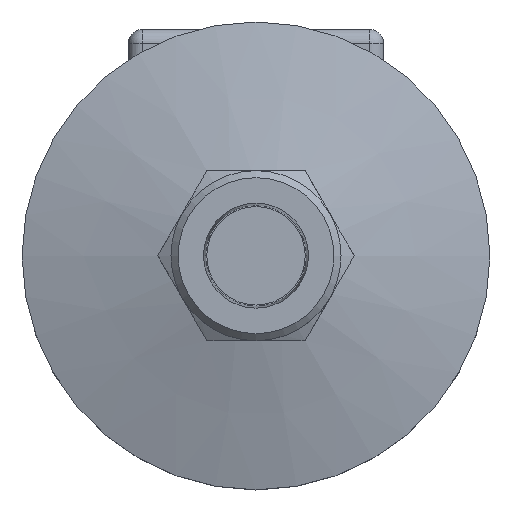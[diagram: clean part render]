
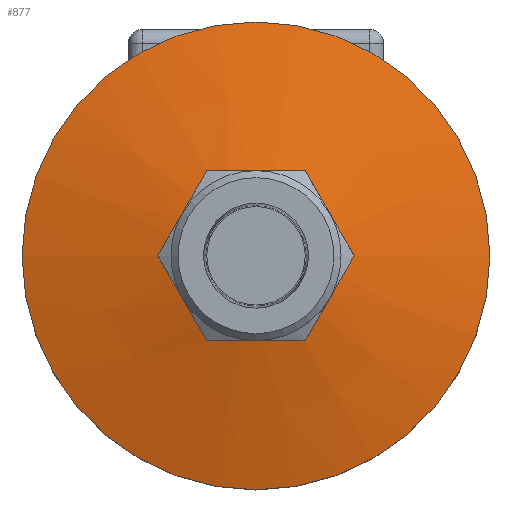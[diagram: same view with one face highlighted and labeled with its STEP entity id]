
A CAD part, top view. The second image highlights one B-rep face of the part: STEP entity #877.
In plain terms, the highlighted conical face has half-angle 75 degrees and reference radius 16.5 mm.
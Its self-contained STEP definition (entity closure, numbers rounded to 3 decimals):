
#640=CARTESIAN_POINT('',(6.928,-12.0,8.23));
#641=VERTEX_POINT('',#640);
#648=CARTESIAN_POINT('',(13.856,0.,8.23));
#649=VERTEX_POINT('',#648);
#650=CARTESIAN_POINT('',(13.856,0.,8.23));
#651=CARTESIAN_POINT('',(10.392,-6.,9.158));
#652=CARTESIAN_POINT('',(6.928,-12.0,8.23));
#660=(BOUNDED_CURVE()B_SPLINE_CURVE(2,(#650,#651,#652),.UNSPECIFIED.,.F.,.U.)B_SPLINE_CURVE_WITH_KNOTS((3,3),(1.899,4.351),.UNSPECIFIED.)CURVE()GEOMETRIC_REPRESENTATION_ITEM()RATIONAL_B_SPLINE_CURVE((1.74,2.01,1.74))REPRESENTATION_ITEM(''));
#661=EDGE_CURVE('',#649,#641,#660,.T.);
#679=CARTESIAN_POINT('',(-6.928,-12.0,8.23));
#680=VERTEX_POINT('',#679);
#687=CARTESIAN_POINT('',(6.928,-12.0,8.23));
#688=CARTESIAN_POINT('',(0.,-12.0,9.158));
#689=CARTESIAN_POINT('',(-6.928,-12.0,8.23));
#697=(BOUNDED_CURVE()B_SPLINE_CURVE(2,(#687,#688,#689),.UNSPECIFIED.,.F.,.U.)B_SPLINE_CURVE_WITH_KNOTS((3,3),(1.899,4.351),.UNSPECIFIED.)CURVE()GEOMETRIC_REPRESENTATION_ITEM()RATIONAL_B_SPLINE_CURVE((1.74,2.01,1.74))REPRESENTATION_ITEM(''));
#698=EDGE_CURVE('',#641,#680,#697,.T.);
#711=CARTESIAN_POINT('',(-13.856,0.,8.23));
#712=VERTEX_POINT('',#711);
#719=CARTESIAN_POINT('',(-6.928,-12.,8.23));
#720=CARTESIAN_POINT('',(-10.392,-6.,9.158));
#721=CARTESIAN_POINT('',(-13.856,0.,8.23));
#729=(BOUNDED_CURVE()B_SPLINE_CURVE(2,(#719,#720,#721),.UNSPECIFIED.,.F.,.U.)B_SPLINE_CURVE_WITH_KNOTS((3,3),(1.899,4.351),.UNSPECIFIED.)CURVE()GEOMETRIC_REPRESENTATION_ITEM()RATIONAL_B_SPLINE_CURVE((1.74,2.01,1.74))REPRESENTATION_ITEM(''));
#730=EDGE_CURVE('',#680,#712,#729,.T.);
#743=CARTESIAN_POINT('',(6.928,12.,8.23));
#744=VERTEX_POINT('',#743);
#745=CARTESIAN_POINT('',(6.928,12.,8.23));
#746=CARTESIAN_POINT('',(10.392,6.,9.158));
#747=CARTESIAN_POINT('',(13.856,0.,8.23));
#755=(BOUNDED_CURVE()B_SPLINE_CURVE(2,(#745,#746,#747),.UNSPECIFIED.,.F.,.U.)B_SPLINE_CURVE_WITH_KNOTS((3,3),(1.899,4.351),.UNSPECIFIED.)CURVE()GEOMETRIC_REPRESENTATION_ITEM()RATIONAL_B_SPLINE_CURVE((1.74,2.01,1.74))REPRESENTATION_ITEM(''));
#756=EDGE_CURVE('',#744,#649,#755,.T.);
#775=CARTESIAN_POINT('',(-6.928,12.,8.23));
#776=VERTEX_POINT('',#775);
#777=CARTESIAN_POINT('',(-6.928,12.,8.23));
#778=CARTESIAN_POINT('',(0.,12.0,9.158));
#779=CARTESIAN_POINT('',(6.928,12.,8.23));
#787=(BOUNDED_CURVE()B_SPLINE_CURVE(2,(#777,#778,#779),.UNSPECIFIED.,.F.,.U.)B_SPLINE_CURVE_WITH_KNOTS((3,3),(1.899,4.351),.UNSPECIFIED.)CURVE()GEOMETRIC_REPRESENTATION_ITEM()RATIONAL_B_SPLINE_CURVE((1.74,2.01,1.74))REPRESENTATION_ITEM(''));
#788=EDGE_CURVE('',#776,#744,#787,.T.);
#807=CARTESIAN_POINT('',(-13.856,0.,8.23));
#808=CARTESIAN_POINT('',(-10.392,6.0,9.158));
#809=CARTESIAN_POINT('',(-6.928,12.,8.23));
#817=(BOUNDED_CURVE()B_SPLINE_CURVE(2,(#807,#808,#809),.UNSPECIFIED.,.F.,.U.)B_SPLINE_CURVE_WITH_KNOTS((3,3),(1.899,4.351),.UNSPECIFIED.)CURVE()GEOMETRIC_REPRESENTATION_ITEM()RATIONAL_B_SPLINE_CURVE((1.74,2.01,1.74))REPRESENTATION_ITEM(''));
#818=EDGE_CURVE('',#712,#776,#817,.T.);
#853=CARTESIAN_POINT('',(0.,0.0,7.521));
#854=DIRECTION('',(0.,0.0,-1.0));
#855=DIRECTION('',(-1.0,0.0,0.0));
#856=AXIS2_PLACEMENT_3D('',#853,#854,#855);
#857=CONICAL_SURFACE('',#856,16.5,75.);
#858=ORIENTED_EDGE('',*,*,#818,.T.);
#859=ORIENTED_EDGE('',*,*,#788,.T.);
#860=ORIENTED_EDGE('',*,*,#756,.T.);
#861=ORIENTED_EDGE('',*,*,#661,.T.);
#862=ORIENTED_EDGE('',*,*,#698,.T.);
#863=ORIENTED_EDGE('',*,*,#730,.T.);
#864=EDGE_LOOP('',(#858,#859,#860,#861,#862,#863));
#865=FACE_OUTER_BOUND('',#864,.T.);
#866=CARTESIAN_POINT('',(-33.0,0.0,3.1));
#867=VERTEX_POINT('',#866);
#868=CARTESIAN_POINT('',(0.,0.0,3.1));
#869=DIRECTION('',(0.0,0.0,-1.0));
#870=DIRECTION('',(-1.0,0.0,0.0));
#871=AXIS2_PLACEMENT_3D('',#868,#869,#870);
#872=CIRCLE('',#871,33.0);
#873=EDGE_CURVE('',#867,#867,#872,.T.);
#874=ORIENTED_EDGE('',*,*,#873,.F.);
#875=EDGE_LOOP('',(#874));
#876=FACE_BOUND('',#875,.T.);
#877=ADVANCED_FACE('',(#865,#876),#857,.T.);
